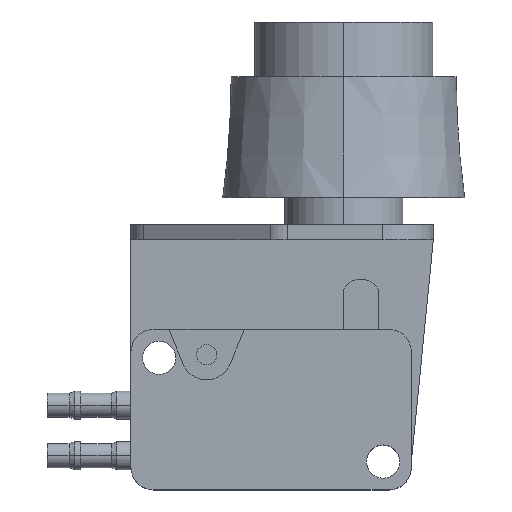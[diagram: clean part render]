
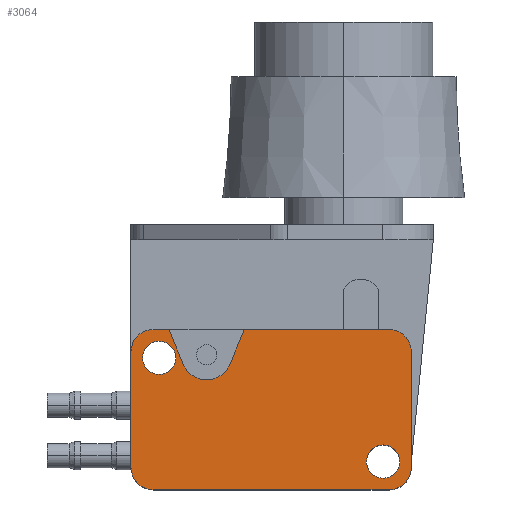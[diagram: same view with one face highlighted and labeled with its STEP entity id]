
A CAD part, top view. The second image highlights one B-rep face of the part: STEP entity #3064.
In plain terms, the highlighted planar face has unit normal (0, 0, 1).
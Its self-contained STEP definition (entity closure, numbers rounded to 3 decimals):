
#3 = EDGE_CURVE ( 'NONE', #433, #1344, #2618, .T. ) ;
#10 = CIRCLE ( 'NONE', #1741, 2.2 ) ;
#81 = CARTESIAN_POINT ( 'NONE',  ( -8.71, 4.493, 5.5 ) ) ;
#86 = CARTESIAN_POINT ( 'NONE',  ( -4.09, 4.493, 5.5 ) ) ;
#105 = VECTOR ( 'NONE', #3013, 1000. ) ;
#129 = VERTEX_POINT ( 'NONE', #2112 ) ;
#189 = DIRECTION ( 'NONE',  ( 0.383, 0.924, 0. ) ) ;
#209 = DIRECTION ( 'NONE',  ( 1., 0., 0. ) ) ;
#228 = CARTESIAN_POINT ( 'NONE',  ( 13.9, -5.75, 5.5 ) ) ;
#230 = CIRCLE ( 'NONE', #2986, 2.2 ) ;
#239 = CARTESIAN_POINT ( 'NONE',  ( -11.7, 5.75, 5.5 ) ) ;
#282 = VERTEX_POINT ( 'NONE', #2780 ) ;
#355 = CARTESIAN_POINT ( 'NONE',  ( -13.9, -5.75, 5.5 ) ) ;
#364 = EDGE_LOOP ( 'NONE', ( #1432, #2094 ) ) ;
#411 = DIRECTION ( 'NONE',  ( 1., 0., 0. ) ) ;
#433 = VERTEX_POINT ( 'NONE', #1845 ) ;
#441 = CARTESIAN_POINT ( 'NONE',  ( 12.75, -5.15, 5.5 ) ) ;
#470 = ORIENTED_EDGE ( 'NONE', *, *, #1953, .T. ) ;
#475 = VECTOR ( 'NONE', #718, 1000. ) ;
#509 = EDGE_CURVE ( 'NONE', #2092, #2070, #2740, .T. ) ;
#516 = EDGE_CURVE ( 'NONE', #1089, #2831, #230, .T. ) ;
#530 = VERTEX_POINT ( 'NONE', #3086 ) ;
#542 = DIRECTION ( 'NONE',  ( 0., 0., 1. ) ) ;
#550 = DIRECTION ( 'NONE',  ( 0., 0., 1. ) ) ;
#552 = CARTESIAN_POINT ( 'NONE',  ( -11.1, 5.15, 5.5 ) ) ;
#565 = CARTESIAN_POINT ( 'NONE',  ( -11.7, -7.95, 5.5 ) ) ;
#568 = CARTESIAN_POINT ( 'NONE',  ( -11.7, 7.95, 5.5 ) ) ;
#572 = CARTESIAN_POINT ( 'NONE',  ( 13.9, 5.75, 5.5 ) ) ;
#603 = AXIS2_PLACEMENT_3D ( 'NONE', #2739, #550, #2467 ) ;
#605 = FACE_BOUND ( 'NONE', #1814, .T. ) ;
#612 = ORIENTED_EDGE ( 'NONE', *, *, #1544, .F. ) ;
#635 = LINE ( 'NONE', #81, #2624 ) ;
#658 = CARTESIAN_POINT ( 'NONE',  ( 11.7, 7.95, 5.5 ) ) ;
#666 = DIRECTION ( 'NONE',  ( -1., 0., 0. ) ) ;
#683 = DIRECTION ( 'NONE',  ( -1., 0., 0. ) ) ;
#692 = EDGE_CURVE ( 'NONE', #1344, #2111, #1908, .T. ) ;
#718 = DIRECTION ( 'NONE',  ( 1., 0., 0. ) ) ;
#722 = PLANE ( 'NONE',  #1078 ) ;
#747 = CARTESIAN_POINT ( 'NONE',  ( -2.658, 7.95, 5.5 ) ) ;
#791 = CARTESIAN_POINT ( 'NONE',  ( -11.1, 5.15, 5.5 ) ) ;
#806 = VECTOR ( 'NONE', #1162, 1000. ) ;
#822 = DIRECTION ( 'NONE',  ( 0., 0., 1. ) ) ;
#915 = LINE ( 'NONE', #568, #1331 ) ;
#942 = ORIENTED_EDGE ( 'NONE', *, *, #692, .T. ) ;
#983 = EDGE_CURVE ( 'NONE', #2336, #433, #10, .T. ) ;
#1017 = DIRECTION ( 'NONE',  ( -1., 0., 0. ) ) ;
#1067 = CIRCLE ( 'NONE', #2866, 1.65 ) ;
#1071 = CARTESIAN_POINT ( 'NONE',  ( 11.1, -5.15, 5.5 ) ) ;
#1078 = AXIS2_PLACEMENT_3D ( 'NONE', #1230, #2700, #2217 ) ;
#1089 = VERTEX_POINT ( 'NONE', #1598 ) ;
#1101 = ORIENTED_EDGE ( 'NONE', *, *, #1280, .T. ) ;
#1103 = ORIENTED_EDGE ( 'NONE', *, *, #1689, .F. ) ;
#1134 = VERTEX_POINT ( 'NONE', #1141 ) ;
#1141 = CARTESIAN_POINT ( 'NONE',  ( 9.45, -5.15, 5.5 ) ) ;
#1148 = CARTESIAN_POINT ( 'NONE',  ( 11.1, -5.15, 5.5 ) ) ;
#1162 = DIRECTION ( 'NONE',  ( 0., 1., 0. ) ) ;
#1213 = AXIS2_PLACEMENT_3D ( 'NONE', #1148, #2591, #1679 ) ;
#1230 = CARTESIAN_POINT ( 'NONE',  ( -11.7, 5.75, 5.5 ) ) ;
#1280 = EDGE_CURVE ( 'NONE', #2070, #1089, #1846, .T. ) ;
#1281 = ORIENTED_EDGE ( 'NONE', *, *, #2468, .F. ) ;
#1331 = VECTOR ( 'NONE', #1017, 1000. ) ;
#1344 = VERTEX_POINT ( 'NONE', #572 ) ;
#1354 = VERTEX_POINT ( 'NONE', #747 ) ;
#1358 = LINE ( 'NONE', #565, #475 ) ;
#1377 = ORIENTED_EDGE ( 'NONE', *, *, #3, .T. ) ;
#1382 = AXIS2_PLACEMENT_3D ( 'NONE', #239, #1657, #209 ) ;
#1394 = CIRCLE ( 'NONE', #603, 2.5 ) ;
#1432 = ORIENTED_EDGE ( 'NONE', *, *, #2052, .F. ) ;
#1451 = DIRECTION ( 'NONE',  ( 1., 0., 0. ) ) ;
#1455 = CARTESIAN_POINT ( 'NONE',  ( 11.7, 5.75, 5.5 ) ) ;
#1494 = CIRCLE ( 'NONE', #1545, 1.65 ) ;
#1503 = AXIS2_PLACEMENT_3D ( 'NONE', #1071, #2138, #3089 ) ;
#1544 = EDGE_CURVE ( 'NONE', #129, #3072, #1394, .T. ) ;
#1545 = AXIS2_PLACEMENT_3D ( 'NONE', #552, #542, #2263 ) ;
#1588 = EDGE_CURVE ( 'NONE', #1134, #1928, #2172, .T. ) ;
#1590 = CARTESIAN_POINT ( 'NONE',  ( -4.09, 4.493, 5.5 ) ) ;
#1598 = CARTESIAN_POINT ( 'NONE',  ( -13.9, -5.75, 5.5 ) ) ;
#1636 = VECTOR ( 'NONE', #666, 1000. ) ;
#1657 = DIRECTION ( 'NONE',  ( 0., 0., 1. ) ) ;
#1679 = DIRECTION ( 'NONE',  ( 1., 0., 0. ) ) ;
#1689 = EDGE_CURVE ( 'NONE', #3072, #1354, #2906, .T. ) ;
#1693 = VECTOR ( 'NONE', #189, 1000. ) ;
#1694 = ORIENTED_EDGE ( 'NONE', *, *, #1588, .F. ) ;
#1741 = AXIS2_PLACEMENT_3D ( 'NONE', #2474, #822, #1451 ) ;
#1814 = EDGE_LOOP ( 'NONE', ( #1281, #1694 ) ) ;
#1817 = DIRECTION ( 'NONE',  ( 0., 0., 1. ) ) ;
#1820 = CARTESIAN_POINT ( 'NONE',  ( -11.7, -7.95, 5.5 ) ) ;
#1845 = CARTESIAN_POINT ( 'NONE',  ( 13.9, -5.75, 5.5 ) ) ;
#1846 = LINE ( 'NONE', #355, #105 ) ;
#1905 = DIRECTION ( 'NONE',  ( 0.383, -0.924, 0. ) ) ;
#1908 = CIRCLE ( 'NONE', #2452, 2.2 ) ;
#1928 = VERTEX_POINT ( 'NONE', #441 ) ;
#1931 = FACE_OUTER_BOUND ( 'NONE', #2648, .T. ) ;
#1946 = LINE ( 'NONE', #2256, #1636 ) ;
#1953 = EDGE_CURVE ( 'NONE', #2831, #2336, #1358, .T. ) ;
#1956 = CARTESIAN_POINT ( 'NONE',  ( 11.7, -7.95, 5.5 ) ) ;
#1999 = CARTESIAN_POINT ( 'NONE',  ( -10.142, 7.95, 5.5 ) ) ;
#2001 = CIRCLE ( 'NONE', #1213, 1.65 ) ;
#2052 = EDGE_CURVE ( 'NONE', #530, #282, #1494, .T. ) ;
#2070 = VERTEX_POINT ( 'NONE', #2979 ) ;
#2088 = EDGE_CURVE ( 'NONE', #2722, #2092, #915, .T. ) ;
#2092 = VERTEX_POINT ( 'NONE', #3063 ) ;
#2094 = ORIENTED_EDGE ( 'NONE', *, *, #2162, .F. ) ;
#2111 = VERTEX_POINT ( 'NONE', #658 ) ;
#2112 = CARTESIAN_POINT ( 'NONE',  ( -8.71, 4.493, 5.5 ) ) ;
#2138 = DIRECTION ( 'NONE',  ( 0., 0., 1. ) ) ;
#2162 = EDGE_CURVE ( 'NONE', #282, #530, #1067, .T. ) ;
#2172 = CIRCLE ( 'NONE', #1503, 1.65 ) ;
#2195 = EDGE_CURVE ( 'NONE', #2722, #129, #635, .T. ) ;
#2217 = DIRECTION ( 'NONE',  ( 1., 0., 0. ) ) ;
#2256 = CARTESIAN_POINT ( 'NONE',  ( -11.7, 7.95, 5.5 ) ) ;
#2263 = DIRECTION ( 'NONE',  ( 1., 0., 0. ) ) ;
#2303 = DIRECTION ( 'NONE',  ( 0., 0., 1. ) ) ;
#2311 = ORIENTED_EDGE ( 'NONE', *, *, #2088, .T. ) ;
#2336 = VERTEX_POINT ( 'NONE', #1956 ) ;
#2429 = ORIENTED_EDGE ( 'NONE', *, *, #516, .T. ) ;
#2452 = AXIS2_PLACEMENT_3D ( 'NONE', #1455, #1817, #2778 ) ;
#2467 = DIRECTION ( 'NONE',  ( 1., 0., 0. ) ) ;
#2468 = EDGE_CURVE ( 'NONE', #1928, #1134, #2001, .T. ) ;
#2474 = CARTESIAN_POINT ( 'NONE',  ( 11.7, -5.75, 5.5 ) ) ;
#2591 = DIRECTION ( 'NONE',  ( 0., 0., 1. ) ) ;
#2618 = LINE ( 'NONE', #228, #806 ) ;
#2624 = VECTOR ( 'NONE', #1905, 1000. ) ;
#2648 = EDGE_LOOP ( 'NONE', ( #2882, #2311, #2809, #1101, #2429, #470, #2945, #1377, #942, #2996, #1103, #612 ) ) ;
#2700 = DIRECTION ( 'NONE',  ( 0., 0., 1. ) ) ;
#2722 = VERTEX_POINT ( 'NONE', #1999 ) ;
#2739 = CARTESIAN_POINT ( 'NONE',  ( -6.4, 5.45, 5.5 ) ) ;
#2740 = CIRCLE ( 'NONE', #1382, 2.2 ) ;
#2761 = EDGE_CURVE ( 'NONE', #2111, #1354, #1946, .T. ) ;
#2778 = DIRECTION ( 'NONE',  ( 1., 0., 0. ) ) ;
#2780 = CARTESIAN_POINT ( 'NONE',  ( -12.75, 5.15, 5.5 ) ) ;
#2794 = FACE_BOUND ( 'NONE', #364, .T. ) ;
#2809 = ORIENTED_EDGE ( 'NONE', *, *, #509, .T. ) ;
#2831 = VERTEX_POINT ( 'NONE', #1820 ) ;
#2866 = AXIS2_PLACEMENT_3D ( 'NONE', #791, #2915, #411 ) ;
#2882 = ORIENTED_EDGE ( 'NONE', *, *, #2195, .F. ) ;
#2906 = LINE ( 'NONE', #1590, #1693 ) ;
#2915 = DIRECTION ( 'NONE',  ( 0., 0., 1. ) ) ;
#2945 = ORIENTED_EDGE ( 'NONE', *, *, #983, .T. ) ;
#2979 = CARTESIAN_POINT ( 'NONE',  ( -13.9, 5.75, 5.5 ) ) ;
#2986 = AXIS2_PLACEMENT_3D ( 'NONE', #3074, #2303, #683 ) ;
#2996 = ORIENTED_EDGE ( 'NONE', *, *, #2761, .T. ) ;
#3013 = DIRECTION ( 'NONE',  ( 0., -1., 0. ) ) ;
#3063 = CARTESIAN_POINT ( 'NONE',  ( -11.7, 7.95, 5.5 ) ) ;
#3064 = ADVANCED_FACE ( 'NONE', ( #1931, #605, #2794 ), #722, .T. ) ;
#3072 = VERTEX_POINT ( 'NONE', #86 ) ;
#3074 = CARTESIAN_POINT ( 'NONE',  ( -11.7, -5.75, 5.5 ) ) ;
#3086 = CARTESIAN_POINT ( 'NONE',  ( -9.45, 5.15, 5.5 ) ) ;
#3089 = DIRECTION ( 'NONE',  ( 1., 0., 0. ) ) ;
